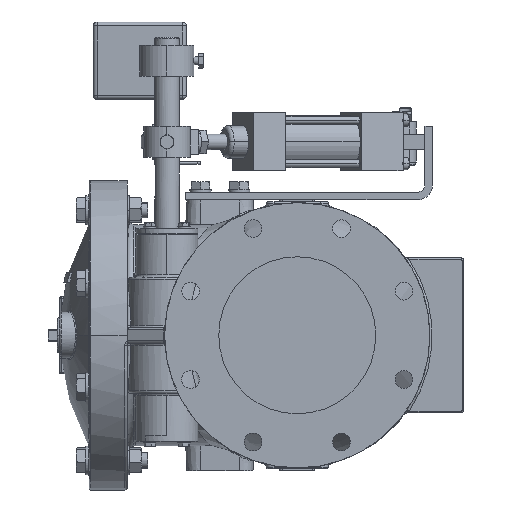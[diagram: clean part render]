
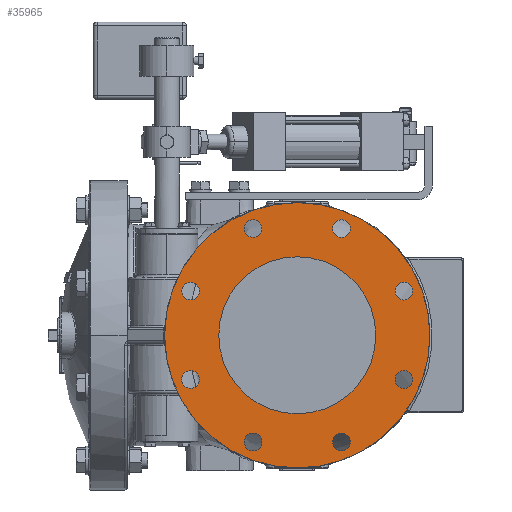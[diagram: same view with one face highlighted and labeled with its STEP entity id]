
A CAD part, left-side view. The second image highlights one B-rep face of the part: STEP entity #35965.
In plain terms, the highlighted planar face has unit normal (-1, 0, 0).
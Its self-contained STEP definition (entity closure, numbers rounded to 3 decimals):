
#3532=CARTESIAN_POINT('',(-9.744,0.,0.));
#3533=DIRECTION('',(1.,0.,0.));
#3534=DIRECTION('',(0.,-1.,0.));
#3535=AXIS2_PLACEMENT_3D('',#3532,#3533,#3534);
#3605=CARTESIAN_POINT('',(-9.744,-2.249,
-5.429));
#3606=DIRECTION('',(-1.,0.,0.));
#3607=DIRECTION('',(0.,-1.,0.));
#3608=AXIS2_PLACEMENT_3D('',#3605,#3606,#3607);
#3610=CARTESIAN_POINT('',(-9.744,-2.249,
-5.429));
#3611=DIRECTION('',(-1.,0.,0.));
#3612=DIRECTION('',(0.,1.,0.));
#3613=AXIS2_PLACEMENT_3D('',#3610,#3611,#3612);
#3615=CARTESIAN_POINT('',(-9.744,-5.429,
-2.249));
#3616=DIRECTION('',(-1.,0.,0.));
#3617=DIRECTION('',(0.,-0.707,0.707));
#3618=AXIS2_PLACEMENT_3D('',#3615,#3616,#3617);
#3620=CARTESIAN_POINT('',(-9.744,-5.429,
-2.249));
#3621=DIRECTION('',(-1.,0.,0.));
#3622=DIRECTION('',(0.,0.707,-0.707));
#3623=AXIS2_PLACEMENT_3D('',#3620,#3621,#3622);
#3625=CARTESIAN_POINT('',(-9.744,-5.429,
2.249));
#3626=DIRECTION('',(-1.,0.,0.));
#3627=DIRECTION('',(0.,0.,1.));
#3628=AXIS2_PLACEMENT_3D('',#3625,#3626,#3627);
#3630=CARTESIAN_POINT('',(-9.744,-5.429,
2.249));
#3631=DIRECTION('',(-1.,0.,0.));
#3632=DIRECTION('',(0.,0.,-1.));
#3633=AXIS2_PLACEMENT_3D('',#3630,#3631,#3632);
#3635=CARTESIAN_POINT('',(-9.744,-2.249,
5.429));
#3636=DIRECTION('',(-1.,0.,0.));
#3637=DIRECTION('',(0.,0.707,0.707));
#3638=AXIS2_PLACEMENT_3D('',#3635,#3636,#3637);
#3640=CARTESIAN_POINT('',(-9.744,-2.249,
5.429));
#3641=DIRECTION('',(-1.,0.,0.));
#3642=DIRECTION('',(0.,-0.707,-0.707));
#3643=AXIS2_PLACEMENT_3D('',#3640,#3641,#3642);
#3645=CARTESIAN_POINT('',(-9.744,2.249,5.429));
#3646=DIRECTION('',(-1.,0.,0.));
#3647=DIRECTION('',(0.,1.,0.));
#3648=AXIS2_PLACEMENT_3D('',#3645,#3646,#3647);
#3650=CARTESIAN_POINT('',(-9.744,2.249,5.429));
#3651=DIRECTION('',(-1.,0.,0.));
#3652=DIRECTION('',(0.,-1.,0.));
#3653=AXIS2_PLACEMENT_3D('',#3650,#3651,#3652);
#3655=CARTESIAN_POINT('',(-9.744,5.429,2.249));
#3656=DIRECTION('',(-1.,0.,0.));
#3657=DIRECTION('',(0.,0.707,-0.707));
#3658=AXIS2_PLACEMENT_3D('',#3655,#3656,#3657);
#3660=CARTESIAN_POINT('',(-9.744,5.429,2.249));
#3661=DIRECTION('',(-1.,0.,0.));
#3662=DIRECTION('',(0.,-0.707,0.707));
#3663=AXIS2_PLACEMENT_3D('',#3660,#3661,#3662);
#3665=CARTESIAN_POINT('',(-9.744,5.429,
-2.249));
#3666=DIRECTION('',(-1.,0.,0.));
#3667=DIRECTION('',(0.,0.,-1.));
#3668=AXIS2_PLACEMENT_3D('',#3665,#3666,#3667);
#3670=CARTESIAN_POINT('',(-9.744,5.429,
-2.249));
#3671=DIRECTION('',(-1.,0.,0.));
#3672=DIRECTION('',(0.,0.,1.));
#3673=AXIS2_PLACEMENT_3D('',#3670,#3671,#3672);
#3675=CARTESIAN_POINT('',(-9.744,2.249,
-5.429));
#3676=DIRECTION('',(-1.,0.,0.));
#3677=DIRECTION('',(0.,-0.707,-0.707));
#3678=AXIS2_PLACEMENT_3D('',#3675,#3676,#3677);
#3680=CARTESIAN_POINT('',(-9.744,2.249,
-5.429));
#3681=DIRECTION('',(-1.,0.,0.));
#3682=DIRECTION('',(0.,0.707,0.707));
#3683=AXIS2_PLACEMENT_3D('',#3680,#3681,#3682);
#3685=CARTESIAN_POINT('',(-9.744,0.,0.));
#3686=DIRECTION('',(1.,0.,0.));
#3687=DIRECTION('',(0.,1.,0.));
#3688=AXIS2_PLACEMENT_3D('',#3685,#3686,#3687);
#3942=CARTESIAN_POINT('',(-9.744,0.,0.));
#3943=DIRECTION('',(1.,0.,0.));
#3944=DIRECTION('',(0.,-1.,0.));
#3945=AXIS2_PLACEMENT_3D('',#3942,#3943,#3944);
#3956=CARTESIAN_POINT('',(-9.744,0.,0.));
#3957=DIRECTION('',(1.,0.,0.));
#3958=DIRECTION('',(0.,1.,0.));
#3959=AXIS2_PLACEMENT_3D('',#3956,#3957,#3958);
#29269=CARTESIAN_POINT('',(-9.744,-3.996,0.));
#29270=CARTESIAN_POINT('',(-9.744,3.996,0.));
#29271=VERTEX_POINT('',#29269);
#29272=VERTEX_POINT('',#29270);
#29273=CARTESIAN_POINT('',(-9.744,-6.752,0.));
#29274=CARTESIAN_POINT('',(-9.744,6.752,0.));
#29275=VERTEX_POINT('',#29273);
#29276=VERTEX_POINT('',#29274);
#29321=CARTESIAN_POINT('',(-9.744,-2.701,
-5.429));
#29322=CARTESIAN_POINT('',(-9.744,-1.796,
-5.429));
#29323=VERTEX_POINT('',#29321);
#29324=VERTEX_POINT('',#29322);
#29329=CARTESIAN_POINT('',(-9.744,-5.749,
-1.928));
#29330=CARTESIAN_POINT('',(-9.744,-5.109,
-2.569));
#29331=VERTEX_POINT('',#29329);
#29332=VERTEX_POINT('',#29330);
#29337=CARTESIAN_POINT('',(-9.744,-5.429,
2.701));
#29338=CARTESIAN_POINT('',(-9.744,-5.429,
1.796));
#29339=VERTEX_POINT('',#29337);
#29340=VERTEX_POINT('',#29338);
#29345=CARTESIAN_POINT('',(-9.744,-1.928,
5.749));
#29346=CARTESIAN_POINT('',(-9.744,-2.569,
5.109));
#29347=VERTEX_POINT('',#29345);
#29348=VERTEX_POINT('',#29346);
#29633=CARTESIAN_POINT('',(-9.744,2.701,
5.429));
#29634=CARTESIAN_POINT('',(-9.744,1.796,
5.429));
#29635=VERTEX_POINT('',#29633);
#29636=VERTEX_POINT('',#29634);
#29641=CARTESIAN_POINT('',(-9.744,5.749,
1.928));
#29642=CARTESIAN_POINT('',(-9.744,5.109,
2.569));
#29643=VERTEX_POINT('',#29641);
#29644=VERTEX_POINT('',#29642);
#29649=CARTESIAN_POINT('',(-9.744,5.429,
-2.701));
#29650=CARTESIAN_POINT('',(-9.744,5.429,
-1.796));
#29651=VERTEX_POINT('',#29649);
#29652=VERTEX_POINT('',#29650);
#29657=CARTESIAN_POINT('',(-9.744,1.928,
-5.749));
#29658=CARTESIAN_POINT('',(-9.744,2.569,
-5.109));
#29659=VERTEX_POINT('',#29657);
#29660=VERTEX_POINT('',#29658);
#35901=CARTESIAN_POINT('',(-9.744,0.,0.));
#35902=DIRECTION('',(1.,0.,0.));
#35903=DIRECTION('',(0.,-1.,0.));
#35904=AXIS2_PLACEMENT_3D('',#35901,#35902,#35903);
#35905=PLANE('',#35904);
#35906=ORIENTED_EDGE('',*,*,#35874,.T.);
#35908=ORIENTED_EDGE('',*,*,#35907,.T.);
#35909=EDGE_LOOP('',(#35906,#35908));
#35910=FACE_OUTER_BOUND('',#35909,.F.);
#35912=ORIENTED_EDGE('',*,*,#35911,.F.);
#35914=ORIENTED_EDGE('',*,*,#35913,.F.);
#35915=EDGE_LOOP('',(#35912,#35914));
#35916=FACE_BOUND('',#35915,.F.);
#35918=ORIENTED_EDGE('',*,*,#35917,.T.);
#35920=ORIENTED_EDGE('',*,*,#35919,.T.);
#35921=EDGE_LOOP('',(#35918,#35920));
#35922=FACE_BOUND('',#35921,.F.);
#35924=ORIENTED_EDGE('',*,*,#35923,.T.);
#35926=ORIENTED_EDGE('',*,*,#35925,.T.);
#35927=EDGE_LOOP('',(#35924,#35926));
#35928=FACE_BOUND('',#35927,.F.);
#35930=ORIENTED_EDGE('',*,*,#35929,.T.);
#35932=ORIENTED_EDGE('',*,*,#35931,.T.);
#35933=EDGE_LOOP('',(#35930,#35932));
#35934=FACE_BOUND('',#35933,.F.);
#35936=ORIENTED_EDGE('',*,*,#35935,.T.);
#35938=ORIENTED_EDGE('',*,*,#35937,.T.);
#35939=EDGE_LOOP('',(#35936,#35938));
#35940=FACE_BOUND('',#35939,.F.);
#35942=ORIENTED_EDGE('',*,*,#35941,.T.);
#35944=ORIENTED_EDGE('',*,*,#35943,.T.);
#35945=EDGE_LOOP('',(#35942,#35944));
#35946=FACE_BOUND('',#35945,.F.);
#35948=ORIENTED_EDGE('',*,*,#35947,.T.);
#35950=ORIENTED_EDGE('',*,*,#35949,.T.);
#35951=EDGE_LOOP('',(#35948,#35950));
#35952=FACE_BOUND('',#35951,.F.);
#35954=ORIENTED_EDGE('',*,*,#35953,.T.);
#35956=ORIENTED_EDGE('',*,*,#35955,.T.);
#35957=EDGE_LOOP('',(#35954,#35956));
#35958=FACE_BOUND('',#35957,.F.);
#35960=ORIENTED_EDGE('',*,*,#35959,.T.);
#35962=ORIENTED_EDGE('',*,*,#35961,.T.);
#35963=EDGE_LOOP('',(#35960,#35962));
#35964=FACE_BOUND('',#35963,.F.);
#3536=CIRCLE('',#3535,6.752);
#3609=CIRCLE('',#3608,0.453);
#3614=CIRCLE('',#3613,0.453);
#3619=CIRCLE('',#3618,0.453);
#3624=CIRCLE('',#3623,0.453);
#3629=CIRCLE('',#3628,0.453);
#3634=CIRCLE('',#3633,0.453);
#3639=CIRCLE('',#3638,0.453);
#3644=CIRCLE('',#3643,0.453);
#3649=CIRCLE('',#3648,0.453);
#3654=CIRCLE('',#3653,0.453);
#3659=CIRCLE('',#3658,0.453);
#3664=CIRCLE('',#3663,0.453);
#3669=CIRCLE('',#3668,0.453);
#3674=CIRCLE('',#3673,0.453);
#3679=CIRCLE('',#3678,0.453);
#3684=CIRCLE('',#3683,0.453);
#3689=CIRCLE('',#3688,6.752);
#3946=CIRCLE('',#3945,3.996);
#3960=CIRCLE('',#3959,3.996);
#35874=EDGE_CURVE('',#29275,#29276,#3536,.T.);
#35907=EDGE_CURVE('',#29276,#29275,#3689,.T.);
#35911=EDGE_CURVE('',#29271,#29272,#3946,.T.);
#35913=EDGE_CURVE('',#29272,#29271,#3960,.T.);
#35917=EDGE_CURVE('',#29323,#29324,#3609,.T.);
#35919=EDGE_CURVE('',#29324,#29323,#3614,.T.);
#35923=EDGE_CURVE('',#29331,#29332,#3619,.T.);
#35925=EDGE_CURVE('',#29332,#29331,#3624,.T.);
#35929=EDGE_CURVE('',#29339,#29340,#3629,.T.);
#35931=EDGE_CURVE('',#29340,#29339,#3634,.T.);
#35935=EDGE_CURVE('',#29347,#29348,#3639,.T.);
#35937=EDGE_CURVE('',#29348,#29347,#3644,.T.);
#35941=EDGE_CURVE('',#29635,#29636,#3649,.T.);
#35943=EDGE_CURVE('',#29636,#29635,#3654,.T.);
#35947=EDGE_CURVE('',#29643,#29644,#3659,.T.);
#35949=EDGE_CURVE('',#29644,#29643,#3664,.T.);
#35953=EDGE_CURVE('',#29651,#29652,#3669,.T.);
#35955=EDGE_CURVE('',#29652,#29651,#3674,.T.);
#35959=EDGE_CURVE('',#29659,#29660,#3679,.T.);
#35961=EDGE_CURVE('',#29660,#29659,#3684,.T.);
#35965=ADVANCED_FACE('',(#35910,#35916,#35922,#35928,#35934,#35940,#35946,
#35952,#35958,#35964),#35905,.F.);
